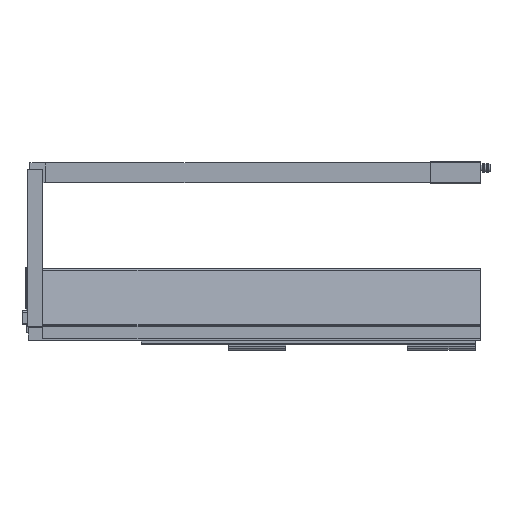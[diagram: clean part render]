
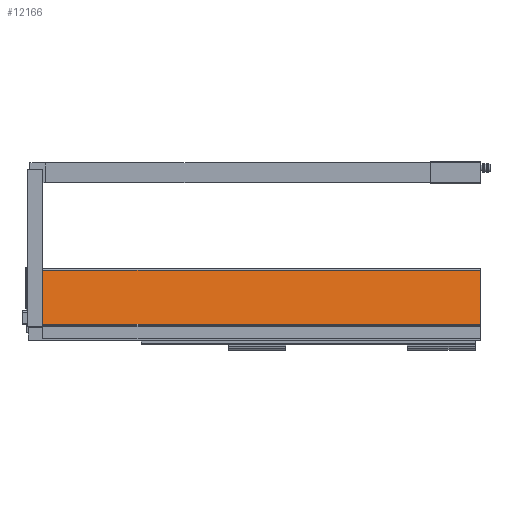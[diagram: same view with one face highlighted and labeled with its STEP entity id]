
A CAD part, top view. The second image highlights one B-rep face of the part: STEP entity #12166.
In plain terms, the highlighted planar face has unit normal (0, 0.139, 0.99).
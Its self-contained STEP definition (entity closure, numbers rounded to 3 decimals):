
#204 = VERTEX_POINT ( 'NONE', #10073 ) ;
#266 = CARTESIAN_POINT ( 'NONE',  ( -543., 75.024, 25.028 ) ) ;
#834 = VECTOR ( 'NONE', #11056, 1000. ) ;
#995 = ORIENTED_EDGE ( 'NONE', *, *, #3667, .F. ) ;
#1120 = CARTESIAN_POINT ( 'NONE',  ( 0., 75.024, 25.028 ) ) ;
#1654 = EDGE_LOOP ( 'NONE', ( #995, #5306, #11978, #2959 ) ) ;
#1801 = CARTESIAN_POINT ( 'NONE',  ( 0., 75.024, 25.028 ) ) ;
#2959 = ORIENTED_EDGE ( 'NONE', *, *, #11769, .F. ) ;
#3106 = EDGE_CURVE ( 'NONE', #204, #6544, #12240, .T. ) ;
#3133 = DIRECTION ( 'NONE',  ( 1., 0., 0. ) ) ;
#3667 = EDGE_CURVE ( 'NONE', #204, #10394, #11424, .T. ) ;
#3998 = CARTESIAN_POINT ( 'NONE',  ( -523.5, 75.024, 25.028 ) ) ;
#4942 = LINE ( 'NONE', #12217, #12532 ) ;
#5306 = ORIENTED_EDGE ( 'NONE', *, *, #3106, .T. ) ;
#5719 = CARTESIAN_POINT ( 'NONE',  ( -523.5, 75.024, 25.028 ) ) ;
#6544 = VERTEX_POINT ( 'NONE', #8899 ) ;
#6990 = VECTOR ( 'NONE', #9764, 1000. ) ;
#7272 = LINE ( 'NONE', #1120, #8853 ) ;
#7514 = EDGE_CURVE ( 'NONE', #9678, #6544, #7272, .T. ) ;
#8076 = DIRECTION ( 'NONE',  ( 0., -0.99, 0.139 ) ) ;
#8223 = FACE_OUTER_BOUND ( 'NONE', #1654, .T. ) ;
#8853 = VECTOR ( 'NONE', #8076, 1000. ) ;
#8899 = CARTESIAN_POINT ( 'NONE',  ( 0., 10.222, 34.135 ) ) ;
#9166 = PLANE ( 'NONE',  #12752 ) ;
#9678 = VERTEX_POINT ( 'NONE', #1801 ) ;
#9764 = DIRECTION ( 'NONE',  ( 0., 0.99, -0.139 ) ) ;
#10073 = CARTESIAN_POINT ( 'NONE',  ( -523.5, 10.222, 34.135 ) ) ;
#10074 = CARTESIAN_POINT ( 'NONE',  ( 0., 10.222, 34.135 ) ) ;
#10394 = VERTEX_POINT ( 'NONE', #3998 ) ;
#11056 = DIRECTION ( 'NONE',  ( 1., 0., 0. ) ) ;
#11424 = LINE ( 'NONE', #5719, #6990 ) ;
#11769 = EDGE_CURVE ( 'NONE', #10394, #9678, #4942, .T. ) ;
#11978 = ORIENTED_EDGE ( 'NONE', *, *, #7514, .F. ) ;
#12166 = ADVANCED_FACE ( 'NONE', ( #8223 ), #9166, .T. ) ;
#12217 = CARTESIAN_POINT ( 'NONE',  ( -543., 75.024, 25.028 ) ) ;
#12240 = LINE ( 'NONE', #10074, #834 ) ;
#12261 = DIRECTION ( 'NONE',  ( 0., -0.99, 0.139 ) ) ;
#12381 = DIRECTION ( 'NONE',  ( 0., 0.139, 0.99 ) ) ;
#12532 = VECTOR ( 'NONE', #3133, 1000. ) ;
#12752 = AXIS2_PLACEMENT_3D ( 'NONE', #266, #12381, #12261 ) ;
